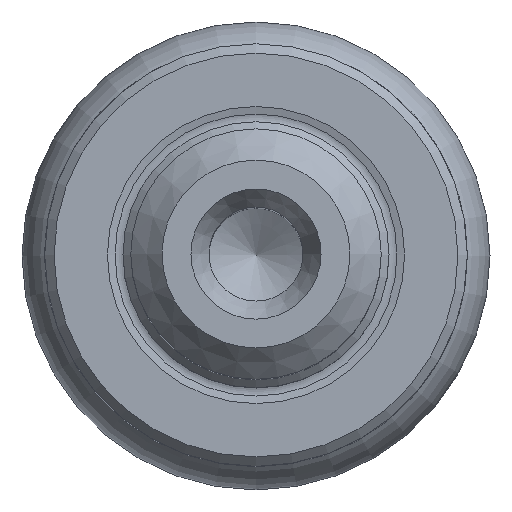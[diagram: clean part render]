
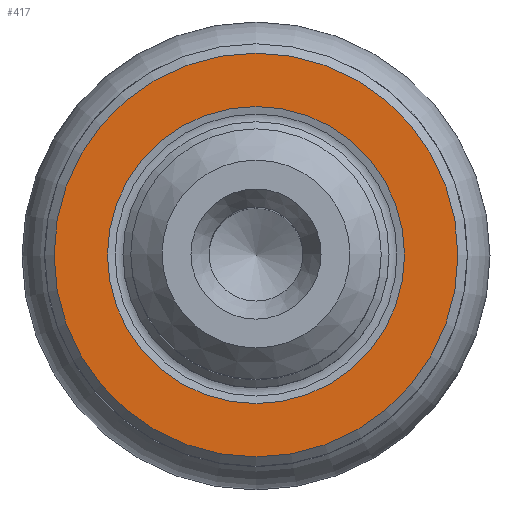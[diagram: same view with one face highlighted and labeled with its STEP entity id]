
A CAD part, top view. The second image highlights one B-rep face of the part: STEP entity #417.
In plain terms, the highlighted planar face has unit normal (0, 0, 1).
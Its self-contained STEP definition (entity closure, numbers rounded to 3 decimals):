
#358=PLANE('',#812);
#367=FACE_BOUND('',#478,.T.);
#368=FACE_BOUND('',#479,.T.);
#417=ADVANCED_FACE('',(#367,#368),#358,.T.);
#478=EDGE_LOOP('',(#553));
#479=EDGE_LOOP('',(#554));
#553=ORIENTED_EDGE('',*,*,#720,.T.);
#554=ORIENTED_EDGE('',*,*,#721,.F.);
#671=VERTEX_POINT('',#1073);
#672=VERTEX_POINT('',#1075);
#720=EDGE_CURVE('',#671,#671,#777,.T.);
#721=EDGE_CURVE('',#672,#672,#778,.T.);
#777=CIRCLE('',#810,6.45);
#778=CIRCLE('',#811,4.746);
#810=AXIS2_PLACEMENT_3D('',#1072,#884,#885);
#811=AXIS2_PLACEMENT_3D('',#1074,#886,#887);
#812=AXIS2_PLACEMENT_3D('',#1076,#888,#889);
#884=DIRECTION('',(0.,0.,1.));
#885=DIRECTION('',(1.,0.,0.));
#886=DIRECTION('',(0.,0.,1.));
#887=DIRECTION('',(1.,0.,0.));
#888=DIRECTION('',(0.,0.,1.));
#889=DIRECTION('',(1.,0.,0.));
#1072=CARTESIAN_POINT('',(0.,0.,0.));
#1073=CARTESIAN_POINT('',(6.45,0.,0.));
#1074=CARTESIAN_POINT('',(0.,0.,0.));
#1075=CARTESIAN_POINT('',(4.746,0.,0.));
#1076=CARTESIAN_POINT('',(0.,0.,0.));
